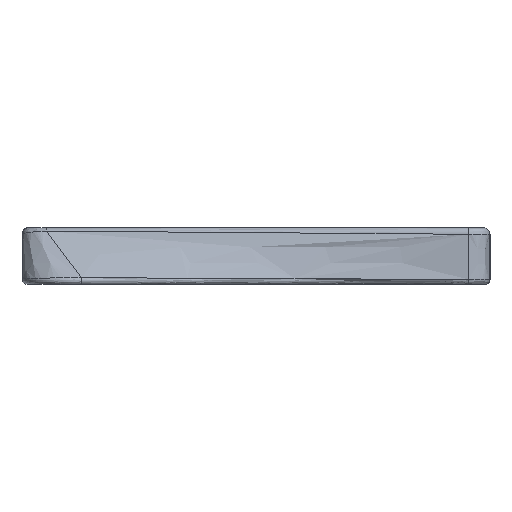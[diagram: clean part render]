
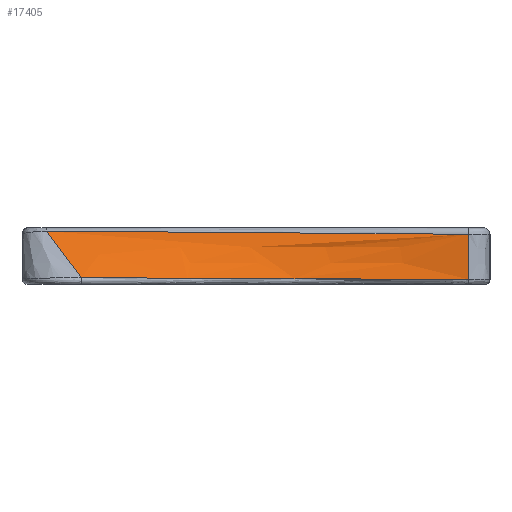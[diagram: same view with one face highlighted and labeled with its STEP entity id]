
A CAD part, left-side view. The second image highlights one B-rep face of the part: STEP entity #17405.
In plain terms, the highlighted free-form (B-spline) face has degree [3, 3] with [8, 4] control points.
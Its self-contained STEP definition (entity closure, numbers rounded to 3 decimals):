
#24=B_SPLINE_SURFACE_WITH_KNOTS('',3,3,((#29273,#29274,#29275,#29276),(#29277,
#29278,#29279,#29280),(#29281,#29282,#29283,#29284),(#29285,#29286,#29287,
#29288),(#29289,#29290,#29291,#29292),(#29293,#29294,#29295,#29296),(#29297,
#29298,#29299,#29300),(#29301,#29302,#29303,#29304)),.UNSPECIFIED.,.F.,
 .F.,.F.,(4,1,1,1,1,4),(4,4),(0.048,0.184,0.32,
0.456,0.592,1.),(0.062,0.912),
 .UNSPECIFIED.);
#245=B_SPLINE_CURVE_WITH_KNOTS('',3,(#28689,#28690,#28691,#28692,#28693,
#28694,#28695,#28696,#28697,#28698,#28699,#28700,#28701),.UNSPECIFIED.,
 .F.,.F.,(4,1,1,1,1,1,1,1,1,1,4),(36.412,36.469,36.525,
36.638,36.863,37.314,37.765,38.216,
40.02,43.627,49.039),.UNSPECIFIED.);
#255=B_SPLINE_CURVE_WITH_KNOTS('',3,(#29247,#29248,#29249,#29250),
 .UNSPECIFIED.,.F.,.F.,(4,4),(0.2,1.55),
 .UNSPECIFIED.);
#258=B_SPLINE_CURVE_WITH_KNOTS('',3,(#29307,#29308,#29309,#29310,#29311,
#29312,#29313,#29314,#29315,#29316),.UNSPECIFIED.,.F.,.F.,(4,1,1,1,1,1,
1,4),(-66.295,-64.618,-61.265,-57.911,
-56.234,-55.396,-54.977,-54.557),
 .UNSPECIFIED.);
#1971=FACE_OUTER_BOUND('',#2999,.T.);
#2999=EDGE_LOOP('',(#13631,#13632,#13633,#13634));
#4589=LINE('',#29306,#6275);
#6275=VECTOR('',#22581,27.462);
#8215=VERTEX_POINT('',#28575);
#8216=VERTEX_POINT('',#28681);
#8221=VERTEX_POINT('',#29246);
#8223=VERTEX_POINT('',#29305);
#10268=EDGE_CURVE('',#8215,#8216,#245,.T.);
#10278=EDGE_CURVE('',#8216,#8221,#255,.T.);
#10281=EDGE_CURVE('',#8215,#8223,#4589,.T.);
#10282=EDGE_CURVE('',#8221,#8223,#258,.T.);
#13631=ORIENTED_EDGE('',*,*,#10268,.F.);
#13632=ORIENTED_EDGE('',*,*,#10281,.T.);
#13633=ORIENTED_EDGE('',*,*,#10282,.F.);
#13634=ORIENTED_EDGE('',*,*,#10278,.F.);
#17405=ADVANCED_FACE('',(#1971),#24,.T.);
#22581=DIRECTION('',(-0.635,-0.462,-0.619));
#28575=CARTESIAN_POINT('',(-11.548,3.144,6.754));
#28681=CARTESIAN_POINT('',(-10.48,-122.997,5.803));
#28689=CARTESIAN_POINT('Ctrl Pts',(-11.548,3.144,6.754));
#28690=CARTESIAN_POINT('Ctrl Pts',(-11.552,2.991,6.744));
#28691=CARTESIAN_POINT('Ctrl Pts',(-11.549,2.616,6.737));
#28692=CARTESIAN_POINT('Ctrl Pts',(-11.544,1.877,6.723));
#28693=CARTESIAN_POINT('Ctrl Pts',(-11.533,0.575,6.706));
#28694=CARTESIAN_POINT('Ctrl Pts',(-11.512,-2.057,
6.674));
#28695=CARTESIAN_POINT('Ctrl Pts',(-11.482,-5.822,
6.632));
#28696=CARTESIAN_POINT('Ctrl Pts',(-11.445,-10.288,
6.582));
#28697=CARTESIAN_POINT('Ctrl Pts',(-11.366,-19.342,
6.484));
#28698=CARTESIAN_POINT('Ctrl Pts',(-11.18,-38.847,6.273));
#28699=CARTESIAN_POINT('Ctrl Pts',(-10.751,-74.938,5.935));
#28700=CARTESIAN_POINT('Ctrl Pts',(-10.507,-104.944,5.817));
#28701=CARTESIAN_POINT('Ctrl Pts',(-10.48,-122.997,5.803));
#29246=CARTESIAN_POINT('',(-10.519,-123.076,-7.698));
#29247=CARTESIAN_POINT('Ctrl Pts',(-10.48,-122.997,
5.803));
#29248=CARTESIAN_POINT('Ctrl Pts',(-10.491,-123.02,
1.302));
#29249=CARTESIAN_POINT('Ctrl Pts',(-10.504,-123.046,-3.198));
#29250=CARTESIAN_POINT('Ctrl Pts',(-10.519,-123.076,
-7.698));
#29273=CARTESIAN_POINT('Ctrl Pts',(-10.478,-122.965,
6.754));
#29274=CARTESIAN_POINT('Ctrl Pts',(-10.49,-123.131,
1.937));
#29275=CARTESIAN_POINT('Ctrl Pts',(-10.502,-123.297,
-2.88));
#29276=CARTESIAN_POINT('Ctrl Pts',(-10.514,-123.463,-7.698));
#29277=CARTESIAN_POINT('Ctrl Pts',(-10.483,-116.456,
6.754));
#29278=CARTESIAN_POINT('Ctrl Pts',(-10.518,-116.796,
1.937));
#29279=CARTESIAN_POINT('Ctrl Pts',(-10.555,-117.137,
-2.88));
#29280=CARTESIAN_POINT('Ctrl Pts',(-10.59,-117.477,
-7.698));
#29281=CARTESIAN_POINT('Ctrl Pts',(-10.51,-102.154,
6.754));
#29282=CARTESIAN_POINT('Ctrl Pts',(-10.669,-102.93,
1.937));
#29283=CARTESIAN_POINT('Ctrl Pts',(-10.827,-103.705,
-2.88));
#29284=CARTESIAN_POINT('Ctrl Pts',(-10.986,-104.481,
-7.698));
#29285=CARTESIAN_POINT('Ctrl Pts',(-10.614,-78.685,
6.754));
#29286=CARTESIAN_POINT('Ctrl Pts',(-11.257,-80.263,
1.937));
#29287=CARTESIAN_POINT('Ctrl Pts',(-11.899,-81.843,
-2.88));
#29288=CARTESIAN_POINT('Ctrl Pts',(-12.541,-83.421,
-7.698));
#29289=CARTESIAN_POINT('Ctrl Pts',(-10.785,-55.039,
6.754));
#29290=CARTESIAN_POINT('Ctrl Pts',(-12.213,-57.467,
1.937));
#29291=CARTESIAN_POINT('Ctrl Pts',(-13.64,-59.895,
-2.88));
#29292=CARTESIAN_POINT('Ctrl Pts',(-15.067,-62.323,-7.698));
#29293=CARTESIAN_POINT('Ctrl Pts',(-11.149,-18.393,
6.754));
#29294=CARTESIAN_POINT('Ctrl Pts',(-14.25,-22.113,1.937));
#29295=CARTESIAN_POINT('Ctrl Pts',(-17.355,-25.834,
-2.88));
#29296=CARTESIAN_POINT('Ctrl Pts',(-20.456,-29.554,-7.698));
#29297=CARTESIAN_POINT('Ctrl Pts',(-11.482,1.606,6.754));
#29298=CARTESIAN_POINT('Ctrl Pts',(-16.121,-2.622,1.937));
#29299=CARTESIAN_POINT('Ctrl Pts',(-20.754,-6.857,
-2.88));
#29300=CARTESIAN_POINT('Ctrl Pts',(-25.394,-11.085,-7.698));
#29301=CARTESIAN_POINT('Ctrl Pts',(-11.548,3.144,6.754));
#29302=CARTESIAN_POINT('Ctrl Pts',(-16.489,-0.453,
1.937));
#29303=CARTESIAN_POINT('Ctrl Pts',(-21.43,-4.05,
-2.88));
#29304=CARTESIAN_POINT('Ctrl Pts',(-26.371,-7.646,
-7.698));
#29305=CARTESIAN_POINT('',(-25.868,-7.28,-7.207));
#29306=CARTESIAN_POINT('',(-10.475,3.925,7.8));
#29307=CARTESIAN_POINT('Ctrl Pts',(-10.519,-123.076,
-7.698));
#29308=CARTESIAN_POINT('Ctrl Pts',(-10.594,-117.496,
-7.693));
#29309=CARTESIAN_POINT('Ctrl Pts',(-11.112,-100.799,
-7.664));
#29310=CARTESIAN_POINT('Ctrl Pts',(-13.416,-73.004,
-7.528));
#29311=CARTESIAN_POINT('Ctrl Pts',(-17.515,-45.413,
-7.353));
#29312=CARTESIAN_POINT('Ctrl Pts',(-21.329,-26.26,
-7.267));
#29313=CARTESIAN_POINT('Ctrl Pts',(-23.49,-16.733,-7.233));
#29314=CARTESIAN_POINT('Ctrl Pts',(-24.809,-11.318,
-7.217));
#29315=CARTESIAN_POINT('Ctrl Pts',(-25.499,-8.609,-7.21));
#29316=CARTESIAN_POINT('Ctrl Pts',(-25.868,-7.28,
-7.207));
